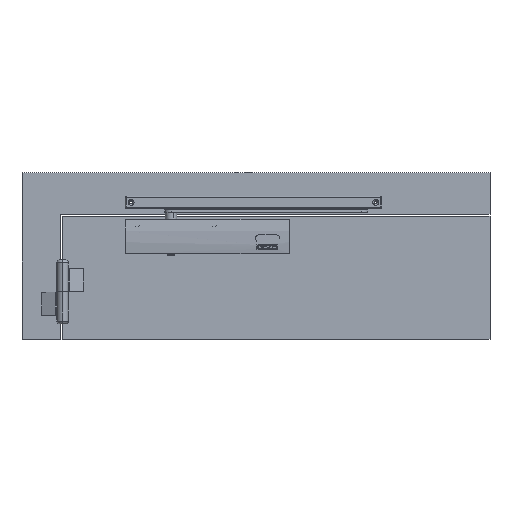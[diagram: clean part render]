
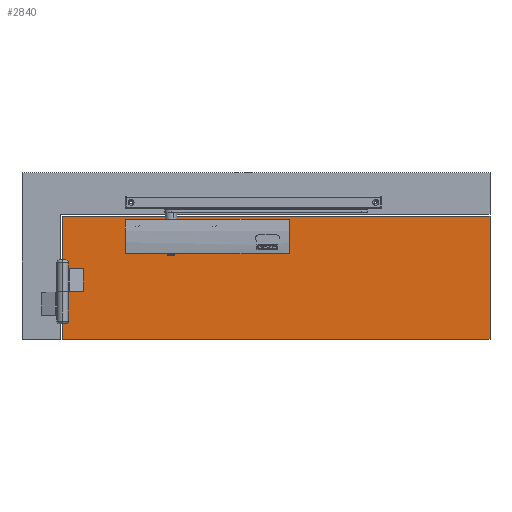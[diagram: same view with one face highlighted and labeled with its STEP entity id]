
A CAD part, top view. The second image highlights one B-rep face of the part: STEP entity #2840.
In plain terms, the highlighted planar face has unit normal (0, 0, 1).
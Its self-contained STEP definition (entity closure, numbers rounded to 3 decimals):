
#1410=CARTESIAN_POINT('',(-20.458,222.598,-322.5
));
#1420=DIRECTION('',(-0.,0.,1.));
#1430=DIRECTION('',(0.,-1.,0.));
#1440=AXIS2_PLACEMENT_3D('',#1410,#1420,#1430);
#1450=PLANE('',#1440);
#1460=CARTESIAN_POINT('',(-20.458,-93.65,
-322.5));
#1470=DIRECTION('',(1.,0.,0.));
#1480=VECTOR('',#1470,1.);
#1490=LINE('',#1460,#1480);
#1500=CARTESIAN_POINT('',(-206.458,-93.65,
-322.5));
#1510=VERTEX_POINT('',#1500);
#1520=CARTESIAN_POINT('',(-174.458,-93.65,
-322.5));
#1530=VERTEX_POINT('',#1520);
#1540=EDGE_CURVE('',#1510,#1530,#1490,.T.);
#1550=ORIENTED_EDGE('',*,*,#1540,.F.);
#1560=CARTESIAN_POINT('',(-174.458,44.548,
-322.5));
#1570=DIRECTION('',(0.,1.,0.));
#1580=VECTOR('',#1570,1.);
#1590=LINE('',#1560,#1580);
#1600=CARTESIAN_POINT('',(-174.458,-53.65,
-322.5));
#1610=VERTEX_POINT('',#1600);
#1620=EDGE_CURVE('',#1530,#1610,#1590,.T.);
#1630=ORIENTED_EDGE('',*,*,#1620,.F.);
#1640=CARTESIAN_POINT('',(-20.458,-53.65,
-322.5));
#1650=DIRECTION('',(-1.,0.,0.));
#1660=VECTOR('',#1650,1.);
#1670=LINE('',#1640,#1660);
#1680=CARTESIAN_POINT('',(-206.458,-53.65,
-322.5));
#1690=VERTEX_POINT('',#1680);
#1700=EDGE_CURVE('',#1610,#1690,#1670,.T.);
#1710=ORIENTED_EDGE('',*,*,#1700,.F.);
#1720=CARTESIAN_POINT('',(-206.458,44.548,
-322.5));
#1730=DIRECTION('',(0.,-1.,0.));
#1740=VECTOR('',#1730,1.);
#1750=LINE('',#1720,#1740);
#1760=EDGE_CURVE('',#1690,#1510,#1750,.T.);
#1770=ORIENTED_EDGE('',*,*,#1760,.F.);
#1780=EDGE_LOOP('',(#1770,#1710,#1630,#1550));
#1790=FACE_BOUND('',#1780,.T.);
#1800=CARTESIAN_POINT('',(538.042,44.548,
-322.5));
#1810=DIRECTION('',(0.,1.,0.));
#1820=VECTOR('',#1810,1.);
#1830=LINE('',#1800,#1820);
#1840=CARTESIAN_POINT('',(538.042,-177.402,-322.5
));
#1850=VERTEX_POINT('',#1840);
#1860=CARTESIAN_POINT('',(538.042,37.998,
-322.5));
#1870=VERTEX_POINT('',#1860);
#1880=EDGE_CURVE('',#1850,#1870,#1830,.T.);
#1890=ORIENTED_EDGE('',*,*,#1880,.T.);
#1900=CARTESIAN_POINT('',(-20.458,-177.402,
-322.5));
#1910=DIRECTION('',(-1.,0.,0.));
#1920=VECTOR('',#1910,1.);
#1930=LINE('',#1900,#1920);
#1940=CARTESIAN_POINT('',(-210.458,-177.402,
-322.5));
#1950=VERTEX_POINT('',#1940);
#1960=EDGE_CURVE('',#1850,#1950,#1930,.T.);
#1970=ORIENTED_EDGE('',*,*,#1960,.F.);
#1980=CARTESIAN_POINT('',(-210.458,44.548,
-322.5));
#1990=DIRECTION('',(0.,-1.,0.));
#2000=VECTOR('',#1990,1.);
#2010=LINE('',#1980,#2000);
#2020=CARTESIAN_POINT('',(-210.458,37.998,
-322.5));
#2030=VERTEX_POINT('',#2020);
#2040=EDGE_CURVE('',#2030,#1950,#2010,.T.);
#2050=ORIENTED_EDGE('',*,*,#2040,.T.);
#2060=CARTESIAN_POINT('',(-20.458,37.998,
-322.5));
#2070=DIRECTION('',(-1.,0.,0.));
#2080=VECTOR('',#2070,1.);
#2090=LINE('',#2060,#2080);
#2100=EDGE_CURVE('',#1870,#2030,#2090,.T.);
#2110=ORIENTED_EDGE('',*,*,#2100,.T.);
#2120=EDGE_LOOP('',(#2110,#2050,#1970,#1890));
#2130=FACE_OUTER_BOUND('',#2120,.T.);
#2140=CARTESIAN_POINT('',(-100.158,-27.852,
-322.5));
#2150=DIRECTION('',(0.,0.,-1.));
#2160=DIRECTION('',(-1.,0.,0.));
#2170=AXIS2_PLACEMENT_3D('',#2140,#2150,#2160);
#2180=CIRCLE('',#2170,0.3);
#2190=CARTESIAN_POINT('',(-100.158,-28.152,
-322.5));
#2200=VERTEX_POINT('',#2190);
#2210=CARTESIAN_POINT('',(-100.458,-27.852,
-322.5));
#2220=VERTEX_POINT('',#2210);
#2230=EDGE_CURVE('',#2200,#2220,#2180,.T.);
#2240=ORIENTED_EDGE('',*,*,#2230,.T.);
#2250=CARTESIAN_POINT('',(-20.458,-28.152,
-322.5));
#2260=DIRECTION('',(1.,0.,0.));
#2270=VECTOR('',#2260,1.);
#2280=LINE('',#2250,#2270);
#2290=CARTESIAN_POINT('',(186.242,-28.152,
-322.5));
#2300=VERTEX_POINT('',#2290);
#2310=EDGE_CURVE('',#2200,#2300,#2280,.T.);
#2320=ORIENTED_EDGE('',*,*,#2310,.F.);
#2330=CARTESIAN_POINT('',(186.242,-27.852,
-322.5));
#2340=DIRECTION('',(0.,0.,-1.));
#2350=DIRECTION('',(-1.,0.,0.));
#2360=AXIS2_PLACEMENT_3D('',#2330,#2340,#2350);
#2370=CIRCLE('',#2360,0.3);
#2380=CARTESIAN_POINT('',(186.542,-27.852,
-322.5));
#2390=VERTEX_POINT('',#2380);
#2400=EDGE_CURVE('',#2390,#2300,#2370,.T.);
#2410=ORIENTED_EDGE('',*,*,#2400,.T.);
#2420=CARTESIAN_POINT('',(186.542,44.548,
-322.5));
#2430=DIRECTION('',(0.,1.,0.));
#2440=VECTOR('',#2430,1.);
#2450=LINE('',#2420,#2440);
#2460=CARTESIAN_POINT('',(186.542,31.548,
-322.5));
#2470=VERTEX_POINT('',#2460);
#2480=EDGE_CURVE('',#2390,#2470,#2450,.T.);
#2490=ORIENTED_EDGE('',*,*,#2480,.F.);
#2500=CARTESIAN_POINT('',(186.242,31.548,
-322.5));
#2510=DIRECTION('',(0.,0.,-1.));
#2520=DIRECTION('',(-1.,0.,0.));
#2530=AXIS2_PLACEMENT_3D('',#2500,#2510,#2520);
#2540=CIRCLE('',#2530,0.3);
#2550=CARTESIAN_POINT('',(186.242,31.848,
-322.5));
#2560=VERTEX_POINT('',#2550);
#2570=EDGE_CURVE('',#2560,#2470,#2540,.T.);
#2580=ORIENTED_EDGE('',*,*,#2570,.T.);
#2590=CARTESIAN_POINT('',(-20.458,31.848,
-322.5));
#2600=DIRECTION('',(-1.,0.,0.));
#2610=VECTOR('',#2600,1.);
#2620=LINE('',#2590,#2610);
#2630=CARTESIAN_POINT('',(-100.158,31.848,
-322.5));
#2640=VERTEX_POINT('',#2630);
#2650=EDGE_CURVE('',#2560,#2640,#2620,.T.);
#2660=ORIENTED_EDGE('',*,*,#2650,.F.);
#2670=CARTESIAN_POINT('',(-100.158,31.548,
-322.5));
#2680=DIRECTION('',(0.,0.,-1.));
#2690=DIRECTION('',(-1.,0.,0.));
#2700=AXIS2_PLACEMENT_3D('',#2670,#2680,#2690);
#2710=CIRCLE('',#2700,0.3);
#2720=CARTESIAN_POINT('',(-100.458,31.548,
-322.5));
#2730=VERTEX_POINT('',#2720);
#2740=EDGE_CURVE('',#2730,#2640,#2710,.T.);
#2750=ORIENTED_EDGE('',*,*,#2740,.T.);
#2760=CARTESIAN_POINT('',(-100.458,44.548,
-322.5));
#2770=DIRECTION('',(0.,-1.,0.));
#2780=VECTOR('',#2770,1.);
#2790=LINE('',#2760,#2780);
#2800=EDGE_CURVE('',#2730,#2220,#2790,.T.);
#2810=ORIENTED_EDGE('',*,*,#2800,.F.);
#2820=EDGE_LOOP('',(#2810,#2750,#2660,#2580,#2490,#2410,#2320,#2240));
#2830=FACE_BOUND('',#2820,.T.);
#2840=ADVANCED_FACE('',(#1790,#2130,#2830),#1450,.T.);
